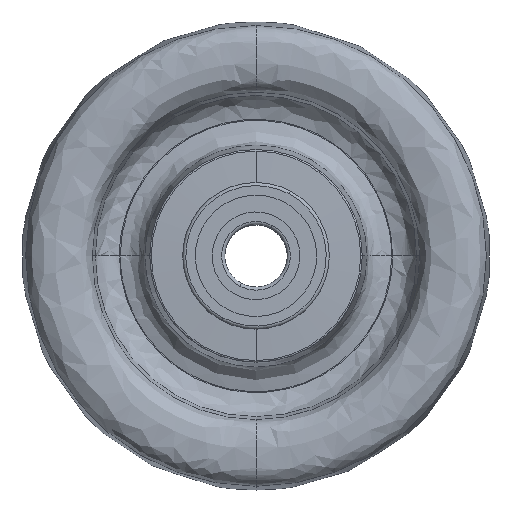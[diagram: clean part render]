
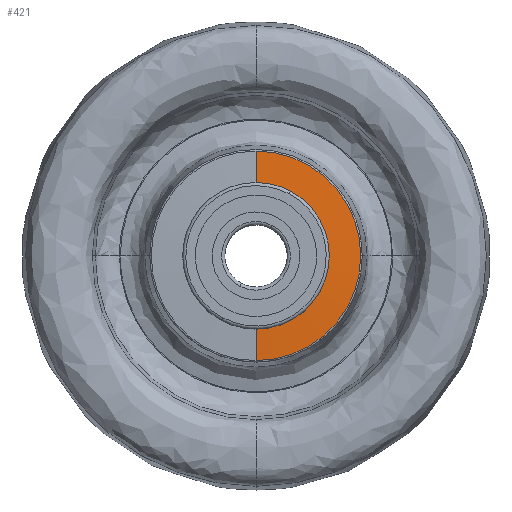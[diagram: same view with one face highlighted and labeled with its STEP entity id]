
A CAD part, top view. The second image highlights one B-rep face of the part: STEP entity #421.
In plain terms, the highlighted conical face has half-angle 87.274 degrees and reference radius 33.564 mm.
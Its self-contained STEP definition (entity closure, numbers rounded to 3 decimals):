
#61 = VERTEX_POINT ( 'NONE', #552 ) ;
#107 = CIRCLE ( 'NONE', #1040, 33.564 ) ;
#292 = CARTESIAN_POINT ( 'NONE',  ( 0., 0., 30. ) ) ;
#351 = DIRECTION ( 'NONE',  ( 0., 0., -1. ) ) ;
#395 = DIRECTION ( 'NONE',  ( 0., 0., -1. ) ) ;
#421 = ADVANCED_FACE ( 'NONE', ( #2747 ), #812, .T. ) ;
#552 = CARTESIAN_POINT ( 'NONE',  ( 0., 33.564, 29.521 ) ) ;
#585 = EDGE_CURVE ( 'NONE', #835, #61, #1955, .T. ) ;
#591 = AXIS2_PLACEMENT_3D ( 'NONE', #4489, #4198, #2931 ) ;
#785 = LINE ( 'NONE', #2163, #3343 ) ;
#812 = CONICAL_SURFACE ( 'NONE', #591, 33.564, 1.523 ) ;
#835 = VERTEX_POINT ( 'NONE', #2010 ) ;
#842 = AXIS2_PLACEMENT_3D ( 'NONE', #3457, #395, #3790 ) ;
#1014 = ORIENTED_EDGE ( 'NONE', *, *, #4278, .F. ) ;
#1040 = AXIS2_PLACEMENT_3D ( 'NONE', #3459, #351, #1740 ) ;
#1041 = ORIENTED_EDGE ( 'NONE', *, *, #585, .F. ) ;
#1053 = ORIENTED_EDGE ( 'NONE', *, *, #2081, .T. ) ;
#1106 = VECTOR ( 'NONE', #3322, 1000. ) ;
#1149 = ORIENTED_EDGE ( 'NONE', *, *, #4131, .T. ) ;
#1192 = CIRCLE ( 'NONE', #842, 33.564 ) ;
#1233 = AXIS2_PLACEMENT_3D ( 'NONE', #4167, #3408, #2020 ) ;
#1254 = DIRECTION ( 'NONE',  ( 0., -0.999, -0.048 ) ) ;
#1306 = ORIENTED_EDGE ( 'NONE', *, *, #1869, .T. ) ;
#1587 = CARTESIAN_POINT ( 'NONE',  ( 0., -23.5, 30. ) ) ;
#1631 = AXIS2_PLACEMENT_3D ( 'NONE', #292, #3066, #4090 ) ;
#1740 = DIRECTION ( 'NONE',  ( 1., 0., 0. ) ) ;
#1782 = EDGE_CURVE ( 'NONE', #2308, #2727, #107, .T. ) ;
#1869 = EDGE_CURVE ( 'NONE', #3927, #2983, #4030, .T. ) ;
#1933 = CARTESIAN_POINT ( 'NONE',  ( 0., 33.564, 29.521 ) ) ;
#1955 = LINE ( 'NONE', #1933, #1106 ) ;
#2010 = CARTESIAN_POINT ( 'NONE',  ( 0., 23.5, 30. ) ) ;
#2020 = DIRECTION ( 'NONE',  ( -1., 0., 0. ) ) ;
#2081 = EDGE_CURVE ( 'NONE', #2983, #2727, #785, .T. ) ;
#2163 = CARTESIAN_POINT ( 'NONE',  ( 0., -33.564, 29.521 ) ) ;
#2308 = VERTEX_POINT ( 'NONE', #3742 ) ;
#2647 = CARTESIAN_POINT ( 'NONE',  ( 0., -33.564, 29.521 ) ) ;
#2651 = CARTESIAN_POINT ( 'NONE',  ( 23.5, 0., 30. ) ) ;
#2727 = VERTEX_POINT ( 'NONE', #2647 ) ;
#2747 = FACE_OUTER_BOUND ( 'NONE', #4249, .T. ) ;
#2931 = DIRECTION ( 'NONE',  ( 0., 1., 0. ) ) ;
#2948 = CIRCLE ( 'NONE', #1631, 23.5 ) ;
#2983 = VERTEX_POINT ( 'NONE', #1587 ) ;
#3066 = DIRECTION ( 'NONE',  ( 0., 0., -1. ) ) ;
#3298 = ORIENTED_EDGE ( 'NONE', *, *, #1782, .F. ) ;
#3322 = DIRECTION ( 'NONE',  ( 0., 0.999, -0.048 ) ) ;
#3343 = VECTOR ( 'NONE', #1254, 1000. ) ;
#3408 = DIRECTION ( 'NONE',  ( 0., 0., -1. ) ) ;
#3457 = CARTESIAN_POINT ( 'NONE',  ( 0., 0., 29.521 ) ) ;
#3459 = CARTESIAN_POINT ( 'NONE',  ( 0., 0., 29.521 ) ) ;
#3742 = CARTESIAN_POINT ( 'NONE',  ( 33.564, 0., 29.521 ) ) ;
#3790 = DIRECTION ( 'NONE',  ( 1., 0., 0. ) ) ;
#3927 = VERTEX_POINT ( 'NONE', #2651 ) ;
#4030 = CIRCLE ( 'NONE', #1233, 23.5 ) ;
#4090 = DIRECTION ( 'NONE',  ( -1., 0., 0. ) ) ;
#4131 = EDGE_CURVE ( 'NONE', #835, #3927, #2948, .T. ) ;
#4167 = CARTESIAN_POINT ( 'NONE',  ( 0., 0., 30. ) ) ;
#4198 = DIRECTION ( 'NONE',  ( 0., 0., -1. ) ) ;
#4249 = EDGE_LOOP ( 'NONE', ( #1306, #1053, #3298, #1014, #1041, #1149 ) ) ;
#4278 = EDGE_CURVE ( 'NONE', #61, #2308, #1192, .T. ) ;
#4489 = CARTESIAN_POINT ( 'NONE',  ( 0., 0., 29.521 ) ) ;
